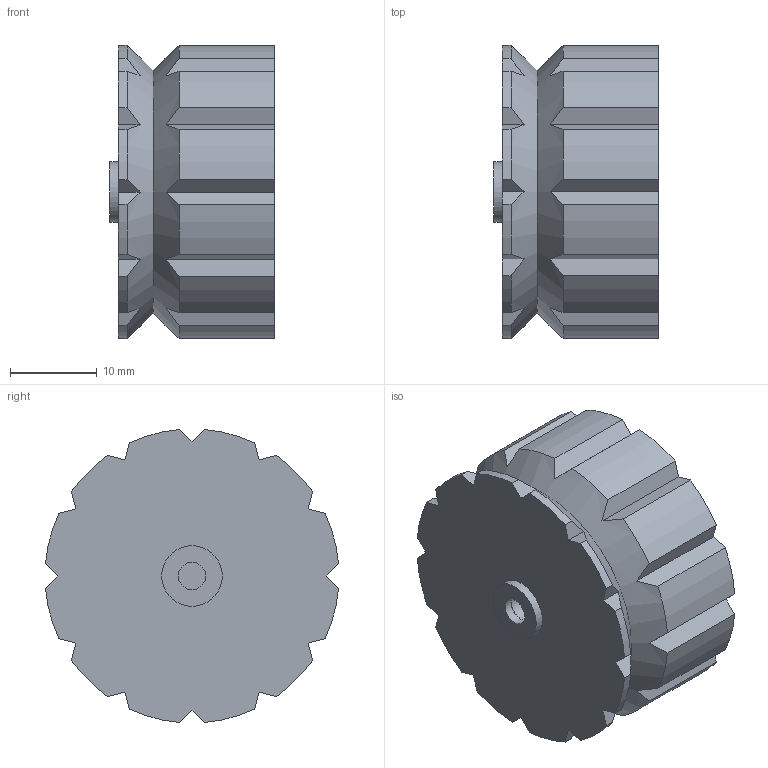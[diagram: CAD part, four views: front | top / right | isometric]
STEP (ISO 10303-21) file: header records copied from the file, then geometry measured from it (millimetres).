
FILE_DESCRIPTION(/* description */ (''),/* implementation_level */ '2;1');
FILE_NAME(/* name */ 'IdleWheel v4.step',/* time_stamp */ '2023-07-04T08:54:20-07:00',/* author */ (''),/* organization */ (''),/* preprocessor_version */ 'ST-DEVELOPER v19.2',/* originating_system */ 'Autodesk Translation Framework v12.6.0.85',/* authorisation */ '');
FILE_SCHEMA (('AUTOMOTIVE_DESIGN { 1 0 10303 214 3 1 1 }'));
Length unit declared in the file: millimetre
Products named in the file (1): IdleWheel
Bounding box: 19 x 33.88 x 33.88 mm (x, y, z)
Volume: 11413.6 mm3; surface area: 6545.4 mm2
Topology: 1 solids, 1 shells, 156 faces, 407 edges, 265 vertices
Faces by surface type: plane 94, cylinder 44, cone 18
Full cylindrical faces by diameter (mm): 3.2 x1, 3.4 x1, 5.5 x1, 7 x1
Entity records: 4693 total; most frequent: CARTESIAN_POINT 1021, ORIENTED_EDGE 814, DIRECTION 722, EDGE_CURVE 407, VERTEX_POINT 265, AXIS2_PLACEMENT_3D 254, LINE 214, VECTOR 214
